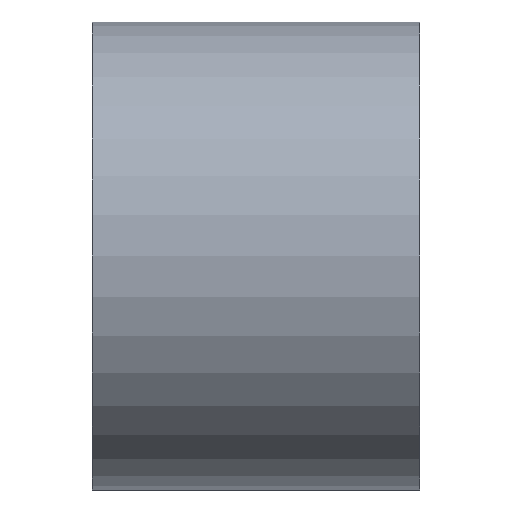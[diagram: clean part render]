
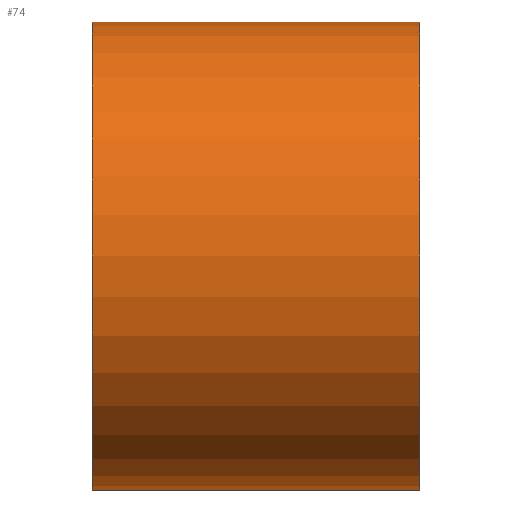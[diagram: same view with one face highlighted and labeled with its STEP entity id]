
A CAD part, left-side view. The second image highlights one B-rep face of the part: STEP entity #74.
In plain terms, the highlighted cylindrical face has radius 5 mm (diameter 10 mm), a partial arc.
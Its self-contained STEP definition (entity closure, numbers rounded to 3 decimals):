
#74 = ADVANCED_FACE ( 'NONE', ( #1014 ), #984, .T. ) ;
#93 = DIRECTION ( 'NONE',  ( 0., -1., 0. ) ) ;
#95 = DIRECTION ( 'NONE',  ( 0., 0., -1. ) ) ;
#119 = CARTESIAN_POINT ( 'NONE',  ( -9., 7., 0. ) ) ;
#124 = EDGE_CURVE ( 'NONE', #408, #665, #986, .T. ) ;
#207 = EDGE_CURVE ( 'NONE', #407, #416, #800, .T. ) ;
#271 = CARTESIAN_POINT ( 'NONE',  ( -9., 0., 5. ) ) ;
#302 = CARTESIAN_POINT ( 'NONE',  ( -9., 7., -5. ) ) ;
#306 = CARTESIAN_POINT ( 'NONE',  ( -9., 0., -5. ) ) ;
#310 = CARTESIAN_POINT ( 'NONE',  ( -9., 7., 5. ) ) ;
#339 = CARTESIAN_POINT ( 'NONE',  ( -9., 7., 5. ) ) ;
#340 = DIRECTION ( 'NONE',  ( 0., -1., 0. ) ) ;
#345 = CARTESIAN_POINT ( 'NONE',  ( -9., 7., -5. ) ) ;
#346 = DIRECTION ( 'NONE',  ( 0., -1., 0. ) ) ;
#407 = VERTEX_POINT ( 'NONE', #302 ) ;
#408 = VERTEX_POINT ( 'NONE', #306 ) ;
#416 = VERTEX_POINT ( 'NONE', #310 ) ;
#428 = EDGE_LOOP ( 'NONE', ( #977, #976, #975, #974 ) ) ;
#493 = CARTESIAN_POINT ( 'NONE',  ( -9., 0., 0. ) ) ;
#494 = DIRECTION ( 'NONE',  ( 0., 1., 0. ) ) ;
#495 = DIRECTION ( 'NONE',  ( 0., 0., 1. ) ) ;
#508 = AXIS2_PLACEMENT_3D ( 'NONE', #119, #93, #95 ) ;
#523 = AXIS2_PLACEMENT_3D ( 'NONE', #493, #494, #495 ) ;
#528 = AXIS2_PLACEMENT_3D ( 'NONE', #555, #556, #557 ) ;
#555 = CARTESIAN_POINT ( 'NONE',  ( -9., 7., 0. ) ) ;
#556 = DIRECTION ( 'NONE',  ( 0., 1., 0. ) ) ;
#557 = DIRECTION ( 'NONE',  ( 0., 0., 1. ) ) ;
#665 = VERTEX_POINT ( 'NONE', #271 ) ;
#724 = EDGE_CURVE ( 'NONE', #416, #665, #837, .T. ) ;
#725 = EDGE_CURVE ( 'NONE', #407, #408, #828, .T. ) ;
#800 = CIRCLE ( 'NONE', #528, 5. ) ;
#828 = LINE ( 'NONE', #345, #836 ) ;
#836 = VECTOR ( 'NONE', #346, 1000. ) ;
#837 = LINE ( 'NONE', #339, #839 ) ;
#839 = VECTOR ( 'NONE', #340, 1000. ) ;
#974 = ORIENTED_EDGE ( 'NONE', *, *, #725, .T. ) ;
#975 = ORIENTED_EDGE ( 'NONE', *, *, #207, .F. ) ;
#976 = ORIENTED_EDGE ( 'NONE', *, *, #724, .F. ) ;
#977 = ORIENTED_EDGE ( 'NONE', *, *, #124, .T. ) ;
#984 = CYLINDRICAL_SURFACE ( 'NONE', #508, 5. ) ;
#986 = CIRCLE ( 'NONE', #523, 5. ) ;
#1014 = FACE_OUTER_BOUND ( 'NONE', #428, .T. ) ;
